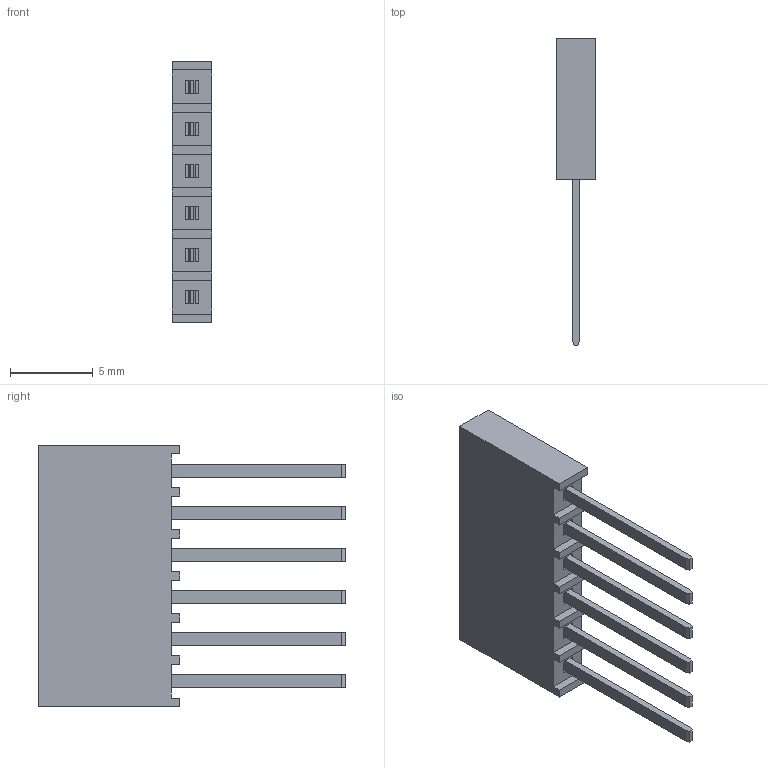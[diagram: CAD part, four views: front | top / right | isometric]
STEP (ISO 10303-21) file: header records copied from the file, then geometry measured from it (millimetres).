
FILE_DESCRIPTION (( 'STEP AP214' ), '1' );
FILE_NAME ('Samtec-SSW-106-03-F-S.step', '2013-07-12T11:16:48', ( 'Windows User' ), ( '' ), 'SwSTEP 2.0', 'SolidWorks 2013', '' );
FILE_SCHEMA (( 'AUTOMOTIVE_DESIGN' ));
Length unit declared in the file: inch
Products named in the file (1): Samtec-SSW-106-03-F-S
Bounding box: 2.41 x 18.52 x 15.75 mm (x, y, z)
Volume: 298.5 mm3; surface area: 684.7 mm2
Topology: 1 solids, 1 shells, 174 faces, 432 edges, 272 vertices
Faces by surface type: plane 174
Entity records: 6514 total; most frequent: CARTESIAN_POINT 879, ORIENTED_EDGE 864, DIRECTION 782, LINE 432, EDGE_CURVE 432, VECTOR 432, VERTEX_POINT 272, EDGE_LOOP 186
